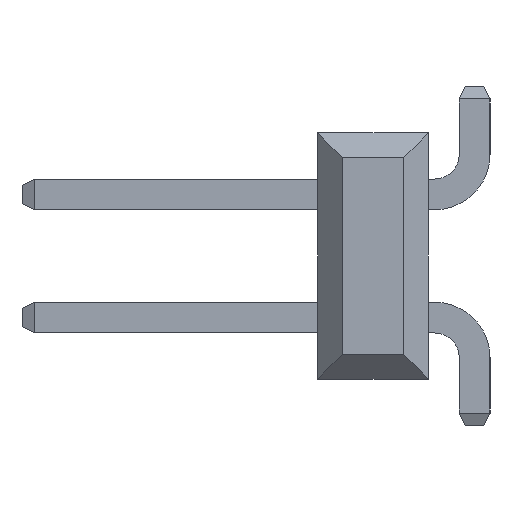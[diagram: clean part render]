
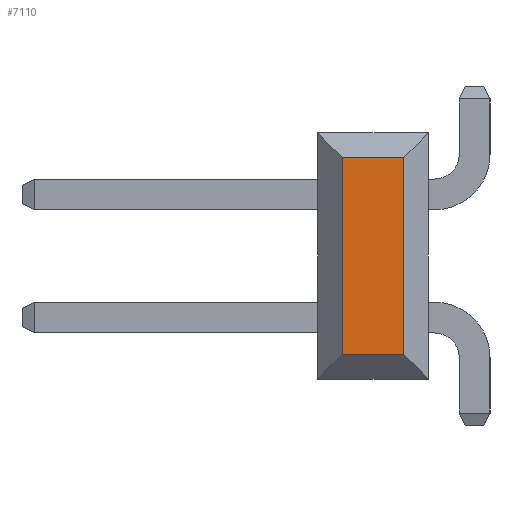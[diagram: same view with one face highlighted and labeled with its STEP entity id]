
A CAD part, left-side view. The second image highlights one B-rep face of the part: STEP entity #7110.
In plain terms, the highlighted planar face has unit normal (-1, 0, 0).
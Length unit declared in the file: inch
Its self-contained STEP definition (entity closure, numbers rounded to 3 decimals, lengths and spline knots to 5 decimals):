
#1049=DIRECTION('',(0.,0.,1.));
#1050=VECTOR('',#1049,0.16);
#1051=CARTESIAN_POINT('',(-0.45,-0.025,-0.08));
#1052=LINE('',#1051,#1050);
#1061=DIRECTION('',(0.,0.,1.));
#1062=VECTOR('',#1061,0.16);
#1063=CARTESIAN_POINT('',(-0.45,0.025,-0.08));
#1064=LINE('',#1063,#1062);
#1065=DIRECTION('',(0.,-1.,0.));
#1066=VECTOR('',#1065,0.05);
#1067=CARTESIAN_POINT('',(-0.45,0.025,0.08));
#1068=LINE('',#1067,#1066);
#1069=DIRECTION('',(0.,-1.,0.));
#1070=VECTOR('',#1069,0.05);
#1071=CARTESIAN_POINT('',(-0.45,0.025,-0.08));
#1072=LINE('',#1071,#1070);
#4697=CARTESIAN_POINT('',(-0.45,0.025,-0.08));
#4698=CARTESIAN_POINT('',(-0.45,0.025,0.08));
#4699=VERTEX_POINT('',#4697);
#4700=VERTEX_POINT('',#4698);
#4701=CARTESIAN_POINT('',(-0.45,-0.025,-0.08));
#4702=CARTESIAN_POINT('',(-0.45,-0.025,0.08));
#4703=VERTEX_POINT('',#4701);
#4704=VERTEX_POINT('',#4702);
#7096=CARTESIAN_POINT('',(-0.45,0.025,-0.1));
#7097=DIRECTION('',(-1.,0.,0.));
#7098=DIRECTION('',(0.,-1.,0.));
#7099=AXIS2_PLACEMENT_3D('',#7096,#7097,#7098);
#7100=PLANE('',#7099);
#7102=ORIENTED_EDGE('',*,*,#7101,.T.);
#7104=ORIENTED_EDGE('',*,*,#7103,.T.);
#7105=ORIENTED_EDGE('',*,*,#7086,.F.);
#7107=ORIENTED_EDGE('',*,*,#7106,.F.);
#7108=EDGE_LOOP('',(#7102,#7104,#7105,#7107));
#7109=FACE_OUTER_BOUND('',#7108,.F.);
#7110=ADVANCED_FACE('',(#7109),#7100,.T.);
#7086=EDGE_CURVE('',#4703,#4704,#1052,.T.);
#7101=EDGE_CURVE('',#4699,#4700,#1064,.T.);
#7103=EDGE_CURVE('',#4700,#4704,#1068,.T.);
#7106=EDGE_CURVE('',#4699,#4703,#1072,.T.);
